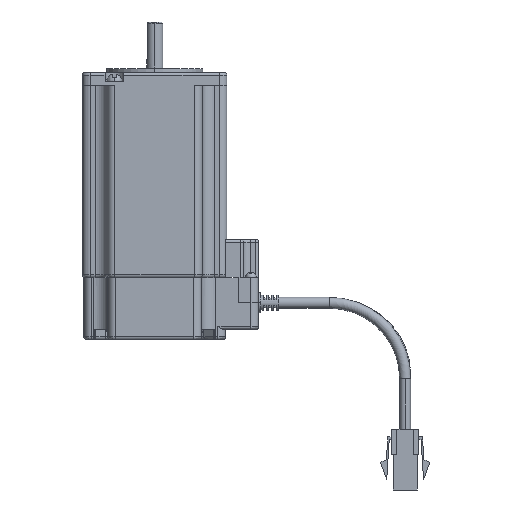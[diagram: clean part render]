
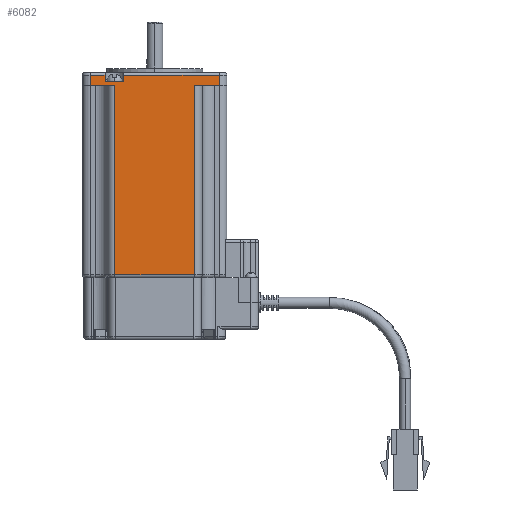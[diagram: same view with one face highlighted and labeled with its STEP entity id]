
A CAD part, left-side view. The second image highlights one B-rep face of the part: STEP entity #6082.
In plain terms, the highlighted planar face has unit normal (-1, 0, 0).
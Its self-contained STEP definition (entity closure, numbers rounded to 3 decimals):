
#2623 = ORIENTED_EDGE ( 'NONE', *, *, #27760, .F. ) ;
#2624 = ORIENTED_EDGE ( 'NONE', *, *, #27748, .T. ) ;
#2625 = ORIENTED_EDGE ( 'NONE', *, *, #27759, .F. ) ;
#2626 = ORIENTED_EDGE ( 'NONE', *, *, #27758, .F. ) ;
#2627 = ORIENTED_EDGE ( 'NONE', *, *, #27751, .T. ) ;
#2628 = ORIENTED_EDGE ( 'NONE', *, *, #27757, .F. ) ;
#2629 = ORIENTED_EDGE ( 'NONE', *, *, #27756, .F. ) ;
#2630 = ORIENTED_EDGE ( 'NONE', *, *, #27738, .T. ) ;
#2631 = ORIENTED_EDGE ( 'NONE', *, *, #27755, .F. ) ;
#3473 = FACE_OUTER_BOUND ( 'NONE', #9290, .T. ) ;
#6082 = ADVANCED_FACE ( 'NONE', ( #3473 ), #15797, .T. ) ;
#6504 = AXIS2_PLACEMENT_3D ( 'NONE', #15789, #15798, #15799 ) ;
#9290 = EDGE_LOOP ( 'NONE', ( #2631, #2630, #2629, #2628, #2627, #2626, #2625, #2624, #2623, #11973, #11972, #11971 ) ) ;
#11971 = ORIENTED_EDGE ( 'NONE', *, *, #27644, .T. ) ;
#11972 = ORIENTED_EDGE ( 'NONE', *, *, #27698, .T. ) ;
#11973 = ORIENTED_EDGE ( 'NONE', *, *, #27658, .T. ) ;
#13031 = CARTESIAN_POINT ( 'NONE',  ( -36.289, -137.543, -20. ) ) ;
#13033 = CARTESIAN_POINT ( 'NONE',  ( -36.289, -130.143, -20. ) ) ;
#13038 = CARTESIAN_POINT ( 'NONE',  ( -36.289, -137.543, -22.5 ) ) ;
#13042 = CARTESIAN_POINT ( 'NONE',  ( -36.289, -130.143, -22.5 ) ) ;
#13049 = CARTESIAN_POINT ( 'NONE',  ( -36.289, -124.243, -20. ) ) ;
#13054 = CARTESIAN_POINT ( 'NONE',  ( -36.289, -124.243, -24. ) ) ;
#13063 = CARTESIAN_POINT ( 'NONE',  ( -36.289, -175.243, -20. ) ) ;
#13066 = CARTESIAN_POINT ( 'NONE',  ( -36.289, -175.243, -24. ) ) ;
#13138 = CARTESIAN_POINT ( 'NONE',  ( -36.289, -133.973, -99. ) ) ;
#13147 = CARTESIAN_POINT ( 'NONE',  ( -36.289, -133.973, -24. ) ) ;
#13161 = CARTESIAN_POINT ( 'NONE',  ( -36.289, -165.513, -99. ) ) ;
#13164 = CARTESIAN_POINT ( 'NONE',  ( -36.289, -165.513, -24. ) ) ;
#15789 = CARTESIAN_POINT ( 'NONE',  ( -36.289, -121.243, -100. ) ) ;
#15797 = PLANE ( 'NONE',  #6504 ) ;
#15798 = DIRECTION ( 'NONE',  ( -1., 0., 0. ) ) ;
#15799 = DIRECTION ( 'NONE',  ( 0., -1., 0. ) ) ;
#19409 = VERTEX_POINT ( 'NONE', #13031 ) ;
#19410 = VERTEX_POINT ( 'NONE', #13033 ) ;
#19413 = VERTEX_POINT ( 'NONE', #13038 ) ;
#19415 = VERTEX_POINT ( 'NONE', #13042 ) ;
#19419 = VERTEX_POINT ( 'NONE', #13049 ) ;
#19422 = VERTEX_POINT ( 'NONE', #13054 ) ;
#19427 = VERTEX_POINT ( 'NONE', #13063 ) ;
#19429 = VERTEX_POINT ( 'NONE', #13066 ) ;
#19470 = VERTEX_POINT ( 'NONE', #13138 ) ;
#19475 = VERTEX_POINT ( 'NONE', #13147 ) ;
#19483 = VERTEX_POINT ( 'NONE', #13161 ) ;
#19485 = VERTEX_POINT ( 'NONE', #13164 ) ;
#22886 = LINE ( 'NONE', #24815, #22888 ) ;
#22888 = VECTOR ( 'NONE', #24813, 1000. ) ;
#22904 = LINE ( 'NONE', #24850, #22911 ) ;
#22911 = VECTOR ( 'NONE', #24845, 1000. ) ;
#22967 = LINE ( 'NONE', #24952, #22970 ) ;
#22970 = VECTOR ( 'NONE', #24953, 1000. ) ;
#23011 = LINE ( 'NONE', #25060, #23021 ) ;
#23021 = VECTOR ( 'NONE', #25055, 1000. ) ;
#23036 = LINE ( 'NONE', #25082, #23038 ) ;
#23038 = VECTOR ( 'NONE', #25077, 1000. ) ;
#23040 = LINE ( 'NONE', #25091, #23043 ) ;
#23043 = VECTOR ( 'NONE', #25092, 1000. ) ;
#23046 = LINE ( 'NONE', #25097, #23050 ) ;
#23047 = LINE ( 'NONE', #25096, #23054 ) ;
#23049 = LINE ( 'NONE', #25104, #23052 ) ;
#23050 = VECTOR ( 'NONE', #25103, 1000. ) ;
#23051 = LINE ( 'NONE', #25102, #23060 ) ;
#23052 = VECTOR ( 'NONE', #25105, 1000. ) ;
#23053 = LINE ( 'NONE', #25107, #23056 ) ;
#23054 = VECTOR ( 'NONE', #25106, 1000. ) ;
#23055 = LINE ( 'NONE', #25109, #23058 ) ;
#23056 = VECTOR ( 'NONE', #25108, 1000. ) ;
#23058 = VECTOR ( 'NONE', #25110, 1000. ) ;
#23060 = VECTOR ( 'NONE', #25111, 1000. ) ;
#24813 = DIRECTION ( 'NONE',  ( 0., 0., 1. ) ) ;
#24815 = CARTESIAN_POINT ( 'NONE',  ( -36.289, -165.513, -59.5 ) ) ;
#24845 = DIRECTION ( 'NONE',  ( 0., 0., -1. ) ) ;
#24850 = CARTESIAN_POINT ( 'NONE',  ( -36.289, -133.973, -59.5 ) ) ;
#24952 = CARTESIAN_POINT ( 'NONE',  ( -36.289, -149.743, -99. ) ) ;
#24953 = DIRECTION ( 'NONE',  ( 0., -1., 0. ) ) ;
#25055 = DIRECTION ( 'NONE',  ( 0., 0., 1. ) ) ;
#25060 = CARTESIAN_POINT ( 'NONE',  ( -36.289, -175.243, -59.5 ) ) ;
#25077 = DIRECTION ( 'NONE',  ( 0., 0., -1. ) ) ;
#25082 = CARTESIAN_POINT ( 'NONE',  ( -36.289, -124.243, -59.5 ) ) ;
#25091 = CARTESIAN_POINT ( 'NONE',  ( -36.289, -149.743, -22.5 ) ) ;
#25092 = DIRECTION ( 'NONE',  ( 0., 1., 0. ) ) ;
#25096 = CARTESIAN_POINT ( 'NONE',  ( -36.289, -137.543, -20.75 ) ) ;
#25097 = CARTESIAN_POINT ( 'NONE',  ( -36.289, -171.772, -24. ) ) ;
#25102 = CARTESIAN_POINT ( 'NONE',  ( -36.289, -127.713, -24. ) ) ;
#25103 = DIRECTION ( 'NONE',  ( 0., 1., 0. ) ) ;
#25104 = CARTESIAN_POINT ( 'NONE',  ( -36.289, -156.393, -20. ) ) ;
#25105 = DIRECTION ( 'NONE',  ( 0., -1., 0. ) ) ;
#25106 = DIRECTION ( 'NONE',  ( 0., 0., 1. ) ) ;
#25107 = CARTESIAN_POINT ( 'NONE',  ( -36.289, -130.143, -20.75 ) ) ;
#25108 = DIRECTION ( 'NONE',  ( 0., 0., -1. ) ) ;
#25109 = CARTESIAN_POINT ( 'NONE',  ( -36.289, -127.193, -20. ) ) ;
#25110 = DIRECTION ( 'NONE',  ( 0., -1., 0. ) ) ;
#25111 = DIRECTION ( 'NONE',  ( 0., 1., 0. ) ) ;
#27644 = EDGE_CURVE ( 'NONE', #19483, #19485, #22886, .T. ) ;
#27658 = EDGE_CURVE ( 'NONE', #19475, #19470, #22904, .T. ) ;
#27698 = EDGE_CURVE ( 'NONE', #19470, #19483, #22967, .T. ) ;
#27738 = EDGE_CURVE ( 'NONE', #19429, #19427, #23011, .T. ) ;
#27748 = EDGE_CURVE ( 'NONE', #19419, #19422, #23036, .T. ) ;
#27751 = EDGE_CURVE ( 'NONE', #19413, #19415, #23040, .T. ) ;
#27755 = EDGE_CURVE ( 'NONE', #19429, #19485, #23046, .T. ) ;
#27756 = EDGE_CURVE ( 'NONE', #19409, #19427, #23049, .T. ) ;
#27757 = EDGE_CURVE ( 'NONE', #19413, #19409, #23047, .T. ) ;
#27758 = EDGE_CURVE ( 'NONE', #19410, #19415, #23053, .T. ) ;
#27759 = EDGE_CURVE ( 'NONE', #19419, #19410, #23055, .T. ) ;
#27760 = EDGE_CURVE ( 'NONE', #19475, #19422, #23051, .T. ) ;
